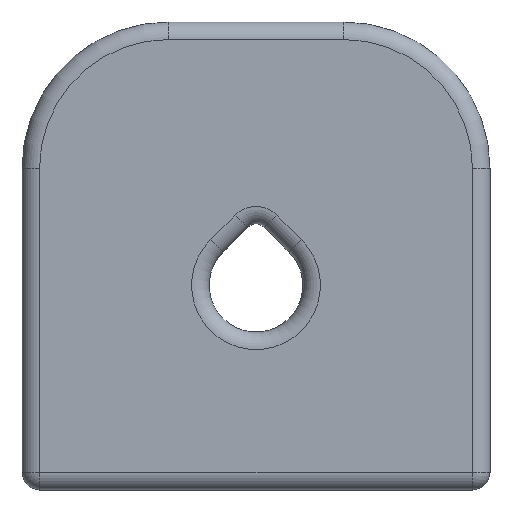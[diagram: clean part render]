
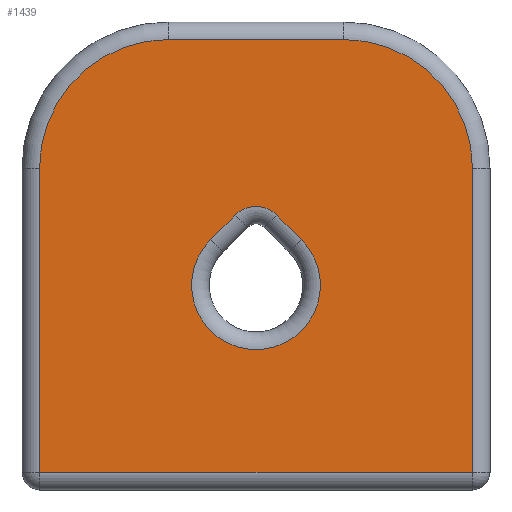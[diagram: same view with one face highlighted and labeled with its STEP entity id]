
A CAD part, left-side view. The second image highlights one B-rep face of the part: STEP entity #1439.
In plain terms, the highlighted planar face has unit normal (-1, 0, 0).
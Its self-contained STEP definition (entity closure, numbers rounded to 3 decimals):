
#27=FACE_BOUND('',#420,.T.);
#34=PLANE('',#1567);
#53=LINE('',#2303,#157);
#55=LINE('',#2312,#159);
#64=LINE('',#2346,#168);
#65=LINE('',#2348,#169);
#66=LINE('',#2352,#170);
#67=LINE('',#2355,#171);
#157=VECTOR('',#1771,10.);
#159=VECTOR('',#1783,10.);
#168=VECTOR('',#1822,10.);
#169=VECTOR('',#1823,10.);
#170=VECTOR('',#1826,10.);
#171=VECTOR('',#1829,10.);
#321=FACE_OUTER_BOUND('',#419,.T.);
#419=EDGE_LOOP('',(#1005,#1006,#1007,#1008,#1009,#1010));
#420=EDGE_LOOP('',(#1011,#1012,#1013,#1014));
#513=CIRCLE('',#1542,1.);
#519=CIRCLE('',#1550,2.2);
#529=CIRCLE('',#1568,4.4);
#530=CIRCLE('',#1569,4.4);
#621=VERTEX_POINT('',#2291);
#622=VERTEX_POINT('',#2292);
#626=VERTEX_POINT('',#2301);
#628=VERTEX_POINT('',#2307);
#637=VERTEX_POINT('',#2344);
#638=VERTEX_POINT('',#2345);
#639=VERTEX_POINT('',#2347);
#640=VERTEX_POINT('',#2349);
#641=VERTEX_POINT('',#2351);
#642=VERTEX_POINT('',#2353);
#745=EDGE_CURVE('',#621,#622,#513,.T.);
#750=EDGE_CURVE('',#626,#621,#53,.T.);
#753=EDGE_CURVE('',#628,#626,#519,.T.);
#755=EDGE_CURVE('',#622,#628,#55,.T.);
#772=EDGE_CURVE('',#637,#638,#64,.T.);
#773=EDGE_CURVE('',#639,#637,#65,.T.);
#774=EDGE_CURVE('',#640,#639,#529,.T.);
#775=EDGE_CURVE('',#641,#640,#66,.T.);
#776=EDGE_CURVE('',#642,#641,#530,.T.);
#777=EDGE_CURVE('',#638,#642,#67,.T.);
#1005=ORIENTED_EDGE('',*,*,#772,.F.);
#1006=ORIENTED_EDGE('',*,*,#773,.F.);
#1007=ORIENTED_EDGE('',*,*,#774,.F.);
#1008=ORIENTED_EDGE('',*,*,#775,.F.);
#1009=ORIENTED_EDGE('',*,*,#776,.F.);
#1010=ORIENTED_EDGE('',*,*,#777,.F.);
#1011=ORIENTED_EDGE('',*,*,#745,.F.);
#1012=ORIENTED_EDGE('',*,*,#750,.F.);
#1013=ORIENTED_EDGE('',*,*,#753,.F.);
#1014=ORIENTED_EDGE('',*,*,#755,.F.);
#1439=ADVANCED_FACE('',(#321,#27),#34,.T.);
#1542=AXIS2_PLACEMENT_3D('',#2293,#1759,#1760);
#1550=AXIS2_PLACEMENT_3D('',#2309,#1777,#1778);
#1567=AXIS2_PLACEMENT_3D('',#2343,#1820,#1821);
#1568=AXIS2_PLACEMENT_3D('',#2350,#1824,#1825);
#1569=AXIS2_PLACEMENT_3D('',#2354,#1827,#1828);
#1759=DIRECTION('center_axis',(-1.,0.,0.));
#1760=DIRECTION('ref_axis',(0.,0.,1.));
#1771=DIRECTION('',(0.,0.707,0.707));
#1777=DIRECTION('center_axis',(-1.,0.,0.));
#1778=DIRECTION('ref_axis',(0.,0.,-1.));
#1783=DIRECTION('',(0.,0.707,-0.707));
#1820=DIRECTION('center_axis',(-1.,0.,0.));
#1821=DIRECTION('ref_axis',(0.,0.,1.));
#1822=DIRECTION('',(0.,1.,0.));
#1823=DIRECTION('',(0.,0.,-1.));
#1824=DIRECTION('center_axis',(1.,0.,0.));
#1825=DIRECTION('ref_axis',(0.,-0.707,0.707));
#1826=DIRECTION('',(0.,-1.,0.));
#1827=DIRECTION('center_axis',(1.,0.,0.));
#1828=DIRECTION('ref_axis',(0.,0.707,0.707));
#1829=DIRECTION('',(0.,0.,1.));
#2291=CARTESIAN_POINT('',(-4.8,-0.707,9.404));
#2292=CARTESIAN_POINT('',(-4.8,0.707,9.404));
#2293=CARTESIAN_POINT('Origin',(-4.8,0.,8.697));
#2301=CARTESIAN_POINT('',(-4.8,-1.556,8.556));
#2303=CARTESIAN_POINT('',(-4.8,-3.306,6.806));
#2307=CARTESIAN_POINT('',(-4.8,1.556,8.556));
#2309=CARTESIAN_POINT('Origin',(-4.8,0.,7.));
#2312=CARTESIAN_POINT('',(-4.8,2.74,7.371));
#2343=CARTESIAN_POINT('Origin',(-4.8,0.,0.));
#2344=CARTESIAN_POINT('',(-4.8,-7.4,0.6));
#2345=CARTESIAN_POINT('',(-4.8,7.4,0.6));
#2346=CARTESIAN_POINT('',(-4.8,0.,0.6));
#2347=CARTESIAN_POINT('',(-4.8,-7.4,11.));
#2348=CARTESIAN_POINT('',(-4.8,-7.4,4.));
#2349=CARTESIAN_POINT('',(-4.8,-3.,15.4));
#2350=CARTESIAN_POINT('Origin',(-4.8,-3.,11.));
#2351=CARTESIAN_POINT('',(-4.8,3.,15.4));
#2352=CARTESIAN_POINT('',(-4.8,0.,15.4));
#2353=CARTESIAN_POINT('',(-4.8,7.4,11.));
#2354=CARTESIAN_POINT('Origin',(-4.8,3.,11.));
#2355=CARTESIAN_POINT('',(-4.8,7.4,4.));
